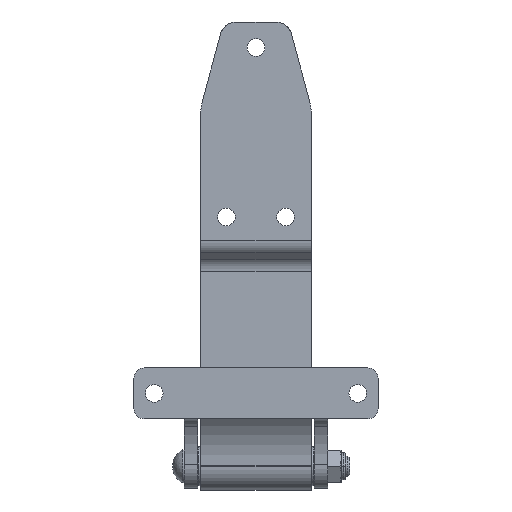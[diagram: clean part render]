
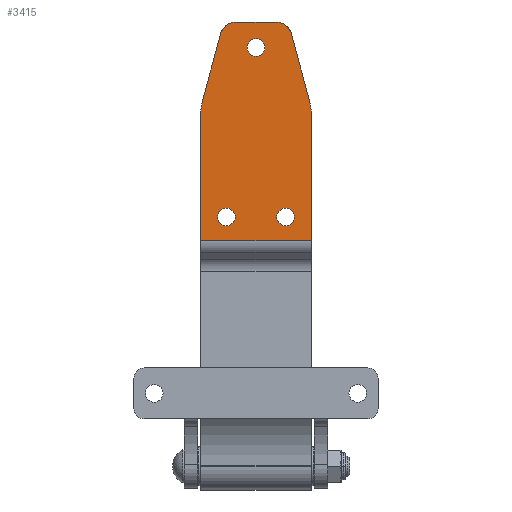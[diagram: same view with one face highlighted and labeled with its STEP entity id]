
A CAD part, front view. The second image highlights one B-rep face of the part: STEP entity #3415.
In plain terms, the highlighted planar face has unit normal (0, -1, 0).
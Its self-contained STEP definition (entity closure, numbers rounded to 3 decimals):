
#4 = AXIS2_PLACEMENT_3D ( 'NONE', #1878, #1879, #1880 ) ;
#5 = AXIS2_PLACEMENT_3D ( 'NONE', #1872, #1876, #1877 ) ;
#7 = AXIS2_PLACEMENT_3D ( 'NONE', #1881, #1897, #1898 ) ;
#12 = VERTEX_POINT ( 'NONE', #78 ) ;
#16 = VERTEX_POINT ( 'NONE', #82 ) ;
#18 = VERTEX_POINT ( 'NONE', #84 ) ;
#19 = VERTEX_POINT ( 'NONE', #85 ) ;
#23 = VERTEX_POINT ( 'NONE', #89 ) ;
#26 = VERTEX_POINT ( 'NONE', #92 ) ;
#44 = VERTEX_POINT ( 'NONE', #110 ) ;
#52 = VERTEX_POINT ( 'NONE', #118 ) ;
#78 = CARTESIAN_POINT ( 'NONE',  ( 0., -44., 252.2 ) ) ;
#82 = CARTESIAN_POINT ( 'NONE',  ( 20.996, -44., 254.607 ) ) ;
#84 = CARTESIAN_POINT ( 'NONE',  ( -17.5, -44., 152.2 ) ) ;
#85 = CARTESIAN_POINT ( 'NONE',  ( -17.5, -44., 141.8 ) ) ;
#89 = CARTESIAN_POINT ( 'NONE',  ( -31.809, -44., 214.561 ) ) ;
#92 = CARTESIAN_POINT ( 'NONE',  ( 17.5, -44., 152.2 ) ) ;
#110 = CARTESIAN_POINT ( 'NONE',  ( 0., -44., 241.8 ) ) ;
#118 = CARTESIAN_POINT ( 'NONE',  ( -20.996, -44., 254.607 ) ) ;
#216 = CARTESIAN_POINT ( 'NONE',  ( 17.5, -44., 141.8 ) ) ;
#223 = CARTESIAN_POINT ( 'NONE',  ( -11.342, -44., 262. ) ) ;
#288 = CARTESIAN_POINT ( 'NONE',  ( 32.5, -44., 133.142 ) ) ;
#289 = CARTESIAN_POINT ( 'NONE',  ( -32.5, -44., 209.347 ) ) ;
#293 = CARTESIAN_POINT ( 'NONE',  ( -32.5, -44., 133.142 ) ) ;
#298 = CARTESIAN_POINT ( 'NONE',  ( 31.809, -44., 214.561 ) ) ;
#300 = CARTESIAN_POINT ( 'NONE',  ( 11.342, -44., 262. ) ) ;
#395 = AXIS2_PLACEMENT_3D ( 'NONE', #3725, #3729, #3730 ) ;
#425 = AXIS2_PLACEMENT_3D ( 'NONE', #4689, #4690, #4691 ) ;
#682 = FACE_BOUND ( 'NONE', #756, .T. ) ;
#693 = FACE_OUTER_BOUND ( 'NONE', #755, .T. ) ;
#694 = AXIS2_PLACEMENT_3D ( 'NONE', #931, #932, #933 ) ;
#695 = FACE_BOUND ( 'NONE', #764, .T. ) ;
#697 = FACE_BOUND ( 'NONE', #751, .T. ) ;
#751 = EDGE_LOOP ( 'NONE', ( #2385, #2374 ) ) ;
#755 = EDGE_LOOP ( 'NONE', ( #2376, #2380, #2381, #2379, #2389, #2377, #2382, #2406, #2403, #2399 ) ) ;
#756 = EDGE_LOOP ( 'NONE', ( #2378, #2388 ) ) ;
#764 = EDGE_LOOP ( 'NONE', ( #2386, #2384 ) ) ;
#930 = PLANE ( 'NONE',  #694 ) ;
#931 = CARTESIAN_POINT ( 'NONE',  ( 32.5, -44., 262. ) ) ;
#932 = DIRECTION ( 'NONE',  ( 0., 1., 0. ) ) ;
#933 = DIRECTION ( 'NONE',  ( 0., 0., 1. ) ) ;
#1286 = VERTEX_POINT ( 'NONE', #216 ) ;
#1293 = VERTEX_POINT ( 'NONE', #223 ) ;
#1358 = VERTEX_POINT ( 'NONE', #288 ) ;
#1359 = VERTEX_POINT ( 'NONE', #289 ) ;
#1363 = VERTEX_POINT ( 'NONE', #293 ) ;
#1368 = VERTEX_POINT ( 'NONE', #298 ) ;
#1370 = VERTEX_POINT ( 'NONE', #300 ) ;
#1373 = VERTEX_POINT ( 'NONE', #1798 ) ;
#1637 = LINE ( 'NONE', #1638, #4283 ) ;
#1638 = CARTESIAN_POINT ( 'NONE',  ( 32.5, -44., 133.142 ) ) ;
#1639 = DIRECTION ( 'NONE',  ( -1., 0., 0. ) ) ;
#1640 = LINE ( 'NONE', #1641, #4291 ) ;
#1641 = CARTESIAN_POINT ( 'NONE',  ( 32.5, -44., 262. ) ) ;
#1642 = DIRECTION ( 'NONE',  ( 0., 0., -1. ) ) ;
#1668 = AXIS2_PLACEMENT_3D ( 'NONE', #1935, #1939, #1940 ) ;
#1669 = VECTOR ( 'NONE', #1896, 1000. ) ;
#1670 = AXIS2_PLACEMENT_3D ( 'NONE', #1932, #1933, #1934 ) ;
#1674 = VECTOR ( 'NONE', #1929, 1000. ) ;
#1737 = EDGE_CURVE ( 'NONE', #52, #1293, #3447, .T. ) ;
#1738 = EDGE_CURVE ( 'NONE', #26, #1286, #3448, .T. ) ;
#1743 = EDGE_CURVE ( 'NONE', #16, #1368, #1894, .T. ) ;
#1744 = EDGE_CURVE ( 'NONE', #1359, #23, #3449, .T. ) ;
#1747 = EDGE_CURVE ( 'NONE', #1370, #1293, #1927, .T. ) ;
#1749 = EDGE_CURVE ( 'NONE', #18, #19, #3452, .T. ) ;
#1751 = EDGE_CURVE ( 'NONE', #12, #44, #3453, .T. ) ;
#1752 = EDGE_CURVE ( 'NONE', #23, #52, #1942, .T. ) ;
#1757 = EDGE_CURVE ( 'NONE', #1368, #1373, #3454, .T. ) ;
#1759 = EDGE_CURVE ( 'NONE', #19, #18, #3456, .T. ) ;
#1761 = EDGE_CURVE ( 'NONE', #1370, #16, #3457, .T. ) ;
#1798 = CARTESIAN_POINT ( 'NONE',  ( 32.5, -44., 209.347 ) ) ;
#1872 = CARTESIAN_POINT ( 'NONE',  ( -11.342, -44., 252. ) ) ;
#1876 = DIRECTION ( 'NONE',  ( 0., 1., 0. ) ) ;
#1877 = DIRECTION ( 'NONE',  ( 0., 0., 1. ) ) ;
#1878 = CARTESIAN_POINT ( 'NONE',  ( 17.5, -44., 147. ) ) ;
#1879 = DIRECTION ( 'NONE',  ( 0., 1., 0. ) ) ;
#1880 = DIRECTION ( 'NONE',  ( 0., 0., 1. ) ) ;
#1881 = CARTESIAN_POINT ( 'NONE',  ( -12.5, -44., 209.347 ) ) ;
#1894 = LINE ( 'NONE', #1895, #1669 ) ;
#1895 = CARTESIAN_POINT ( 'NONE',  ( 20.996, -44., 254.607 ) ) ;
#1896 = DIRECTION ( 'NONE',  ( 0.261, 0., -0.965 ) ) ;
#1897 = DIRECTION ( 'NONE',  ( 0., 1., 0. ) ) ;
#1898 = DIRECTION ( 'NONE',  ( 0., 0., 1. ) ) ;
#1927 = LINE ( 'NONE', #1928, #1674 ) ;
#1928 = CARTESIAN_POINT ( 'NONE',  ( 32.5, -44., 262. ) ) ;
#1929 = DIRECTION ( 'NONE',  ( -1., 0., 0. ) ) ;
#1932 = CARTESIAN_POINT ( 'NONE',  ( -17.5, -44., 147. ) ) ;
#1933 = DIRECTION ( 'NONE',  ( 0., 1., 0. ) ) ;
#1934 = DIRECTION ( 'NONE',  ( 0., 0., 1. ) ) ;
#1935 = CARTESIAN_POINT ( 'NONE',  ( 0., -44., 247. ) ) ;
#1939 = DIRECTION ( 'NONE',  ( 0., 1., 0. ) ) ;
#1940 = DIRECTION ( 'NONE',  ( 0., 0., 1. ) ) ;
#1942 = LINE ( 'NONE', #1943, #2108 ) ;
#1943 = CARTESIAN_POINT ( 'NONE',  ( -31.809, -44., 214.561 ) ) ;
#1944 = DIRECTION ( 'NONE',  ( 0.261, 0., 0.965 ) ) ;
#1971 = CARTESIAN_POINT ( 'NONE',  ( 12.5, -44., 209.347 ) ) ;
#1978 = DIRECTION ( 'NONE',  ( 0., 1., 0. ) ) ;
#1979 = DIRECTION ( 'NONE',  ( 0., 0., 1. ) ) ;
#1983 = CARTESIAN_POINT ( 'NONE',  ( -17.5, -44., 147. ) ) ;
#1984 = DIRECTION ( 'NONE',  ( 0., 1., 0. ) ) ;
#1985 = DIRECTION ( 'NONE',  ( 0., 0., 1. ) ) ;
#1986 = CARTESIAN_POINT ( 'NONE',  ( 11.342, -44., 252. ) ) ;
#1990 = DIRECTION ( 'NONE',  ( 0., 1., 0. ) ) ;
#1991 = DIRECTION ( 'NONE',  ( 0., 0., 1. ) ) ;
#2103 = AXIS2_PLACEMENT_3D ( 'NONE', #1971, #1978, #1979 ) ;
#2106 = AXIS2_PLACEMENT_3D ( 'NONE', #1986, #1990, #1991 ) ;
#2107 = AXIS2_PLACEMENT_3D ( 'NONE', #1983, #1984, #1985 ) ;
#2108 = VECTOR ( 'NONE', #1944, 1000. ) ;
#2374 = ORIENTED_EDGE ( 'NONE', *, *, #3342, .T. ) ;
#2376 = ORIENTED_EDGE ( 'NONE', *, *, #1757, .F. ) ;
#2377 = ORIENTED_EDGE ( 'NONE', *, *, #1752, .F. ) ;
#2378 = ORIENTED_EDGE ( 'NONE', *, *, #1749, .T. ) ;
#2379 = ORIENTED_EDGE ( 'NONE', *, *, #1747, .T. ) ;
#2380 = ORIENTED_EDGE ( 'NONE', *, *, #1743, .F. ) ;
#2381 = ORIENTED_EDGE ( 'NONE', *, *, #1761, .F. ) ;
#2382 = ORIENTED_EDGE ( 'NONE', *, *, #1744, .F. ) ;
#2384 = ORIENTED_EDGE ( 'NONE', *, *, #2687, .T. ) ;
#2385 = ORIENTED_EDGE ( 'NONE', *, *, #1751, .T. ) ;
#2386 = ORIENTED_EDGE ( 'NONE', *, *, #1738, .T. ) ;
#2388 = ORIENTED_EDGE ( 'NONE', *, *, #1759, .T. ) ;
#2389 = ORIENTED_EDGE ( 'NONE', *, *, #1737, .F. ) ;
#2399 = ORIENTED_EDGE ( 'NONE', *, *, #4554, .F. ) ;
#2403 = ORIENTED_EDGE ( 'NONE', *, *, #4553, .F. ) ;
#2406 = ORIENTED_EDGE ( 'NONE', *, *, #4572, .T. ) ;
#2478 = LINE ( 'NONE', #2479, #4276 ) ;
#2479 = CARTESIAN_POINT ( 'NONE',  ( -32.5, -44., 262. ) ) ;
#2480 = DIRECTION ( 'NONE',  ( 0., 0., -1. ) ) ;
#2687 = EDGE_CURVE ( 'NONE', #1286, #26, #3478, .T. ) ;
#2700 = CIRCLE ( 'NONE', #395, 5.2 ) ;
#3342 = EDGE_CURVE ( 'NONE', #44, #12, #2700, .T. ) ;
#3415 = ADVANCED_FACE ( 'NONE', ( #697, #695, #682, #693 ), #930, .F. ) ;
#3447 = CIRCLE ( 'NONE', #5, 10. ) ;
#3448 = CIRCLE ( 'NONE', #4, 5.2 ) ;
#3449 = CIRCLE ( 'NONE', #7, 20. ) ;
#3452 = CIRCLE ( 'NONE', #1670, 5.2 ) ;
#3453 = CIRCLE ( 'NONE', #1668, 5.2 ) ;
#3454 = CIRCLE ( 'NONE', #2103, 20. ) ;
#3456 = CIRCLE ( 'NONE', #2107, 5.2 ) ;
#3457 = CIRCLE ( 'NONE', #2106, 10. ) ;
#3478 = CIRCLE ( 'NONE', #425, 5.2 ) ;
#3725 = CARTESIAN_POINT ( 'NONE',  ( 0., -44., 247. ) ) ;
#3729 = DIRECTION ( 'NONE',  ( 0., 1., 0. ) ) ;
#3730 = DIRECTION ( 'NONE',  ( 0., 0., 1. ) ) ;
#4276 = VECTOR ( 'NONE', #2480, 1000. ) ;
#4283 = VECTOR ( 'NONE', #1639, 1000. ) ;
#4291 = VECTOR ( 'NONE', #1642, 1000. ) ;
#4553 = EDGE_CURVE ( 'NONE', #1358, #1363, #1637, .T. ) ;
#4554 = EDGE_CURVE ( 'NONE', #1373, #1358, #1640, .T. ) ;
#4572 = EDGE_CURVE ( 'NONE', #1359, #1363, #2478, .T. ) ;
#4689 = CARTESIAN_POINT ( 'NONE',  ( 17.5, -44., 147. ) ) ;
#4690 = DIRECTION ( 'NONE',  ( 0., 1., 0. ) ) ;
#4691 = DIRECTION ( 'NONE',  ( 0., 0., 1. ) ) ;
